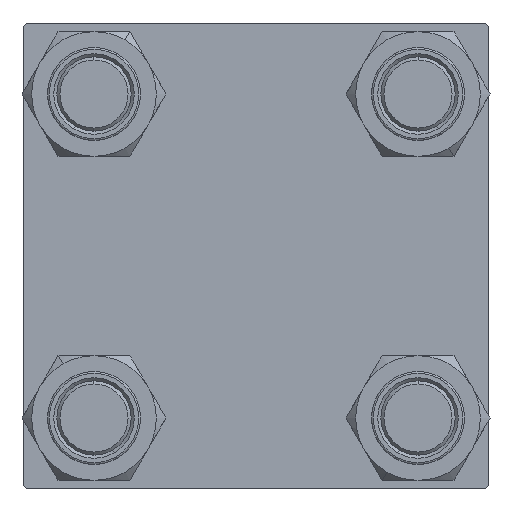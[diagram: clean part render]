
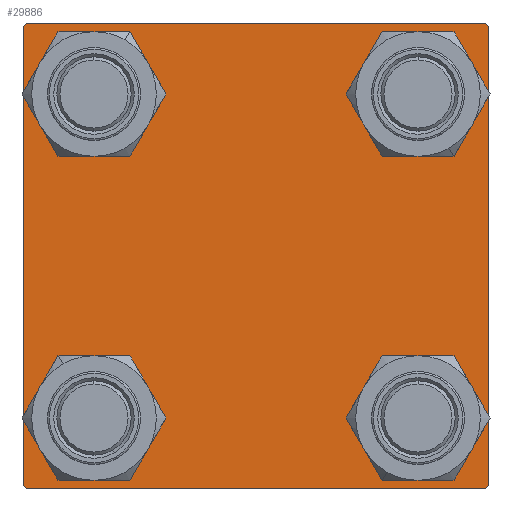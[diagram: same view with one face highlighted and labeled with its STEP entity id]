
A CAD part, left-side view. The second image highlights one B-rep face of the part: STEP entity #29886.
In plain terms, the highlighted planar face has unit normal (-1, 0, 0).
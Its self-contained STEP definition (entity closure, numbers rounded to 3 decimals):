
#817 = DIRECTION ( 'NONE',  ( 1., 0., 0. ) ) ;
#862 = DIRECTION ( 'NONE',  ( 0., 0., 1. ) ) ;
#1365 = VECTOR ( 'NONE', #17538, 1000. ) ;
#1408 = CARTESIAN_POINT ( 'NONE',  ( 0., 26.15, 32.65 ) ) ;
#1410 = AXIS2_PLACEMENT_3D ( 'NONE', #26121, #46390, #22777 ) ;
#1842 = ORIENTED_EDGE ( 'NONE', *, *, #34862, .T. ) ;
#1926 = CARTESIAN_POINT ( 'NONE',  ( 0., -37., -37.5 ) ) ;
#2250 = LINE ( 'NONE', #17640, #25814 ) ;
#2272 = VERTEX_POINT ( 'NONE', #2398 ) ;
#2398 = CARTESIAN_POINT ( 'NONE',  ( 0., 26.15, -32.65 ) ) ;
#2461 = AXIS2_PLACEMENT_3D ( 'NONE', #11115, #3666, #22402 ) ;
#2729 = LINE ( 'NONE', #47010, #39104 ) ;
#3408 = ORIENTED_EDGE ( 'NONE', *, *, #40829, .T. ) ;
#3578 = CIRCLE ( 'NONE', #24840, 6.5 ) ;
#3666 = DIRECTION ( 'NONE',  ( 1., 0., 0. ) ) ;
#3880 = AXIS2_PLACEMENT_3D ( 'NONE', #36484, #817, #24404 ) ;
#4000 = DIRECTION ( 'NONE',  ( 0., 0.707, 0.707 ) ) ;
#4407 = VERTEX_POINT ( 'NONE', #13114 ) ;
#4714 = EDGE_LOOP ( 'NONE', ( #1842, #49248, #22353, #12758, #23604, #18045, #11315, #40024 ) ) ;
#5414 = EDGE_CURVE ( 'NONE', #44698, #9077, #46695, .T. ) ;
#6203 = EDGE_CURVE ( 'NONE', #48551, #30541, #32959, .T. ) ;
#6553 = VECTOR ( 'NONE', #33699, 1000. ) ;
#6594 = CARTESIAN_POINT ( 'NONE',  ( 0., 26.15, 19.65 ) ) ;
#7092 = CIRCLE ( 'NONE', #20985, 6.5 ) ;
#7393 = CARTESIAN_POINT ( 'NONE',  ( 0., 37., -37.5 ) ) ;
#7887 = CIRCLE ( 'NONE', #12796, 6.5 ) ;
#8106 = CARTESIAN_POINT ( 'NONE',  ( 0., 26.15, -26.15 ) ) ;
#8362 = DIRECTION ( 'NONE',  ( 0., 0., 1. ) ) ;
#8460 = CARTESIAN_POINT ( 'NONE',  ( 0., -37.5, -37. ) ) ;
#8749 = VERTEX_POINT ( 'NONE', #23790 ) ;
#8937 = DIRECTION ( 'NONE',  ( 0., 0., 1. ) ) ;
#8986 = VECTOR ( 'NONE', #39351, 1000. ) ;
#9074 = CARTESIAN_POINT ( 'NONE',  ( 0., 37.5, 37.5 ) ) ;
#9077 = VERTEX_POINT ( 'NONE', #6594 ) ;
#9264 = CARTESIAN_POINT ( 'NONE',  ( 0., -26.15, -26.15 ) ) ;
#10085 = CARTESIAN_POINT ( 'NONE',  ( 0., -37.25, -37.25 ) ) ;
#10985 = FACE_BOUND ( 'NONE', #26967, .T. ) ;
#11091 = CARTESIAN_POINT ( 'NONE',  ( 0., -37.5, 37. ) ) ;
#11115 = CARTESIAN_POINT ( 'NONE',  ( 0., 26.15, 26.15 ) ) ;
#11170 = AXIS2_PLACEMENT_3D ( 'NONE', #20729, #20480, #8937 ) ;
#11315 = ORIENTED_EDGE ( 'NONE', *, *, #28632, .F. ) ;
#12758 = ORIENTED_EDGE ( 'NONE', *, *, #45868, .T. ) ;
#12796 = AXIS2_PLACEMENT_3D ( 'NONE', #48767, #44402, #13610 ) ;
#13114 = CARTESIAN_POINT ( 'NONE',  ( 0., 37.5, 37. ) ) ;
#13610 = DIRECTION ( 'NONE',  ( 0., 0., 1. ) ) ;
#13833 = CARTESIAN_POINT ( 'NONE',  ( 0., 37., 37.5 ) ) ;
#14338 = FACE_BOUND ( 'NONE', #15714, .T. ) ;
#14428 = CIRCLE ( 'NONE', #11170, 6.5 ) ;
#14789 = AXIS2_PLACEMENT_3D ( 'NONE', #17022, #21112, #862 ) ;
#14997 = LINE ( 'NONE', #27038, #8986 ) ;
#15714 = EDGE_LOOP ( 'NONE', ( #48532, #32330 ) ) ;
#16052 = DIRECTION ( 'NONE',  ( 1., 0., 0. ) ) ;
#16183 = DIRECTION ( 'NONE',  ( 0., 0.707, -0.707 ) ) ;
#16411 = EDGE_CURVE ( 'NONE', #18147, #48545, #27338, .T. ) ;
#16642 = ORIENTED_EDGE ( 'NONE', *, *, #38806, .T. ) ;
#17022 = CARTESIAN_POINT ( 'NONE',  ( 0., 26.15, 26.15 ) ) ;
#17031 = LINE ( 'NONE', #9074, #1365 ) ;
#17321 = EDGE_CURVE ( 'NONE', #2272, #46650, #3578, .T. ) ;
#17538 = DIRECTION ( 'NONE',  ( 0., -1., 0. ) ) ;
#17640 = CARTESIAN_POINT ( 'NONE',  ( 0., 37.5, 37.5 ) ) ;
#18045 = ORIENTED_EDGE ( 'NONE', *, *, #16411, .T. ) ;
#18147 = VERTEX_POINT ( 'NONE', #11091 ) ;
#18674 = FACE_BOUND ( 'NONE', #31445, .T. ) ;
#19405 = CARTESIAN_POINT ( 'NONE',  ( 0., 26.15, -19.65 ) ) ;
#20480 = DIRECTION ( 'NONE',  ( 1., 0., 0. ) ) ;
#20521 = CIRCLE ( 'NONE', #14789, 6.5 ) ;
#20582 = EDGE_LOOP ( 'NONE', ( #26945, #3408 ) ) ;
#20729 = CARTESIAN_POINT ( 'NONE',  ( 0., 26.15, -26.15 ) ) ;
#20985 = AXIS2_PLACEMENT_3D ( 'NONE', #9264, #24902, #43915 ) ;
#21112 = DIRECTION ( 'NONE',  ( 1., 0., 0. ) ) ;
#21872 = LINE ( 'NONE', #10085, #6553 ) ;
#22353 = ORIENTED_EDGE ( 'NONE', *, *, #30162, .T. ) ;
#22402 = DIRECTION ( 'NONE',  ( 0., 0., 1. ) ) ;
#22777 = DIRECTION ( 'NONE',  ( 0., 0., 1. ) ) ;
#23604 = ORIENTED_EDGE ( 'NONE', *, *, #49328, .F. ) ;
#23790 = CARTESIAN_POINT ( 'NONE',  ( 0., -26.15, 19.65 ) ) ;
#24352 = EDGE_CURVE ( 'NONE', #31365, #8749, #7887, .T. ) ;
#24404 = DIRECTION ( 'NONE',  ( 0., 0., 1. ) ) ;
#24840 = AXIS2_PLACEMENT_3D ( 'NONE', #8106, #16052, #8362 ) ;
#24902 = DIRECTION ( 'NONE',  ( 1., 0., 0. ) ) ;
#25308 = ORIENTED_EDGE ( 'NONE', *, *, #36757, .T. ) ;
#25814 = VECTOR ( 'NONE', #33044, 1000. ) ;
#26121 = CARTESIAN_POINT ( 'NONE',  ( 0., 0., 0. ) ) ;
#26623 = FACE_BOUND ( 'NONE', #20582, .T. ) ;
#26646 = VERTEX_POINT ( 'NONE', #13833 ) ;
#26945 = ORIENTED_EDGE ( 'NONE', *, *, #24352, .T. ) ;
#26967 = EDGE_LOOP ( 'NONE', ( #25308, #39433 ) ) ;
#27038 = CARTESIAN_POINT ( 'NONE',  ( 0., -37.5, 37.5 ) ) ;
#27055 = VECTOR ( 'NONE', #40658, 1000. ) ;
#27338 = LINE ( 'NONE', #35057, #50248 ) ;
#28632 = EDGE_CURVE ( 'NONE', #26646, #48545, #17031, .T. ) ;
#28637 = VERTEX_POINT ( 'NONE', #45254 ) ;
#29350 = EDGE_CURVE ( 'NONE', #28637, #32514, #7092, .T. ) ;
#29886 = ADVANCED_FACE ( 'NONE', ( #26623, #18674, #10985, #14338, #49997 ), #42301, .T. ) ;
#30162 = EDGE_CURVE ( 'NONE', #30541, #49260, #2729, .T. ) ;
#30413 = VERTEX_POINT ( 'NONE', #8460 ) ;
#30541 = VERTEX_POINT ( 'NONE', #7393 ) ;
#30798 = VECTOR ( 'NONE', #16183, 1000. ) ;
#31365 = VERTEX_POINT ( 'NONE', #41697 ) ;
#31445 = EDGE_LOOP ( 'NONE', ( #16642, #45906 ) ) ;
#31700 = CIRCLE ( 'NONE', #3880, 6.5 ) ;
#31839 = LINE ( 'NONE', #35193, #30798 ) ;
#32330 = ORIENTED_EDGE ( 'NONE', *, *, #50665, .T. ) ;
#32514 = VERTEX_POINT ( 'NONE', #45986 ) ;
#32959 = LINE ( 'NONE', #37073, #27055 ) ;
#33044 = DIRECTION ( 'NONE',  ( 0., 0., -1. ) ) ;
#33699 = DIRECTION ( 'NONE',  ( 0., -0.707, 0.707 ) ) ;
#34862 = EDGE_CURVE ( 'NONE', #4407, #48551, #2250, .T. ) ;
#35057 = CARTESIAN_POINT ( 'NONE',  ( 0., -37.25, 37.25 ) ) ;
#35079 = CARTESIAN_POINT ( 'NONE',  ( 0., -26.15, 26.15 ) ) ;
#35193 = CARTESIAN_POINT ( 'NONE',  ( 0., 37.25, 37.25 ) ) ;
#35541 = EDGE_CURVE ( 'NONE', #26646, #4407, #31839, .T. ) ;
#36484 = CARTESIAN_POINT ( 'NONE',  ( 0., -26.15, -26.15 ) ) ;
#36757 = EDGE_CURVE ( 'NONE', #46650, #2272, #14428, .T. ) ;
#37073 = CARTESIAN_POINT ( 'NONE',  ( 0., 37.25, -37.25 ) ) ;
#38485 = CARTESIAN_POINT ( 'NONE',  ( 0., 37.5, -37. ) ) ;
#38806 = EDGE_CURVE ( 'NONE', #32514, #28637, #31700, .T. ) ;
#39104 = VECTOR ( 'NONE', #41986, 1000. ) ;
#39351 = DIRECTION ( 'NONE',  ( 0., 0., -1. ) ) ;
#39433 = ORIENTED_EDGE ( 'NONE', *, *, #17321, .T. ) ;
#39978 = CIRCLE ( 'NONE', #41649, 6.5 ) ;
#40024 = ORIENTED_EDGE ( 'NONE', *, *, #35541, .T. ) ;
#40658 = DIRECTION ( 'NONE',  ( 0., -0.707, -0.707 ) ) ;
#40829 = EDGE_CURVE ( 'NONE', #8749, #31365, #39978, .T. ) ;
#41649 = AXIS2_PLACEMENT_3D ( 'NONE', #35079, #43282, #50232 ) ;
#41697 = CARTESIAN_POINT ( 'NONE',  ( 0., -26.15, 32.65 ) ) ;
#41986 = DIRECTION ( 'NONE',  ( 0., -1., 0. ) ) ;
#42301 = PLANE ( 'NONE',  #1410 ) ;
#43282 = DIRECTION ( 'NONE',  ( 1., 0., 0. ) ) ;
#43915 = DIRECTION ( 'NONE',  ( 0., 0., 1. ) ) ;
#44402 = DIRECTION ( 'NONE',  ( 1., 0., 0. ) ) ;
#44698 = VERTEX_POINT ( 'NONE', #1408 ) ;
#45254 = CARTESIAN_POINT ( 'NONE',  ( 0., -26.15, -32.65 ) ) ;
#45868 = EDGE_CURVE ( 'NONE', #49260, #30413, #21872, .T. ) ;
#45906 = ORIENTED_EDGE ( 'NONE', *, *, #29350, .T. ) ;
#45986 = CARTESIAN_POINT ( 'NONE',  ( 0., -26.15, -19.65 ) ) ;
#46390 = DIRECTION ( 'NONE',  ( -1., 0., 0. ) ) ;
#46650 = VERTEX_POINT ( 'NONE', #19405 ) ;
#46695 = CIRCLE ( 'NONE', #2461, 6.5 ) ;
#47010 = CARTESIAN_POINT ( 'NONE',  ( 0., 37.5, -37.5 ) ) ;
#48532 = ORIENTED_EDGE ( 'NONE', *, *, #5414, .T. ) ;
#48545 = VERTEX_POINT ( 'NONE', #49273 ) ;
#48551 = VERTEX_POINT ( 'NONE', #38485 ) ;
#48767 = CARTESIAN_POINT ( 'NONE',  ( 0., -26.15, 26.15 ) ) ;
#49248 = ORIENTED_EDGE ( 'NONE', *, *, #6203, .T. ) ;
#49260 = VERTEX_POINT ( 'NONE', #1926 ) ;
#49273 = CARTESIAN_POINT ( 'NONE',  ( 0., -37., 37.5 ) ) ;
#49328 = EDGE_CURVE ( 'NONE', #18147, #30413, #14997, .T. ) ;
#49997 = FACE_OUTER_BOUND ( 'NONE', #4714, .T. ) ;
#50232 = DIRECTION ( 'NONE',  ( 0., 0., 1. ) ) ;
#50248 = VECTOR ( 'NONE', #4000, 1000. ) ;
#50665 = EDGE_CURVE ( 'NONE', #9077, #44698, #20521, .T. ) ;
